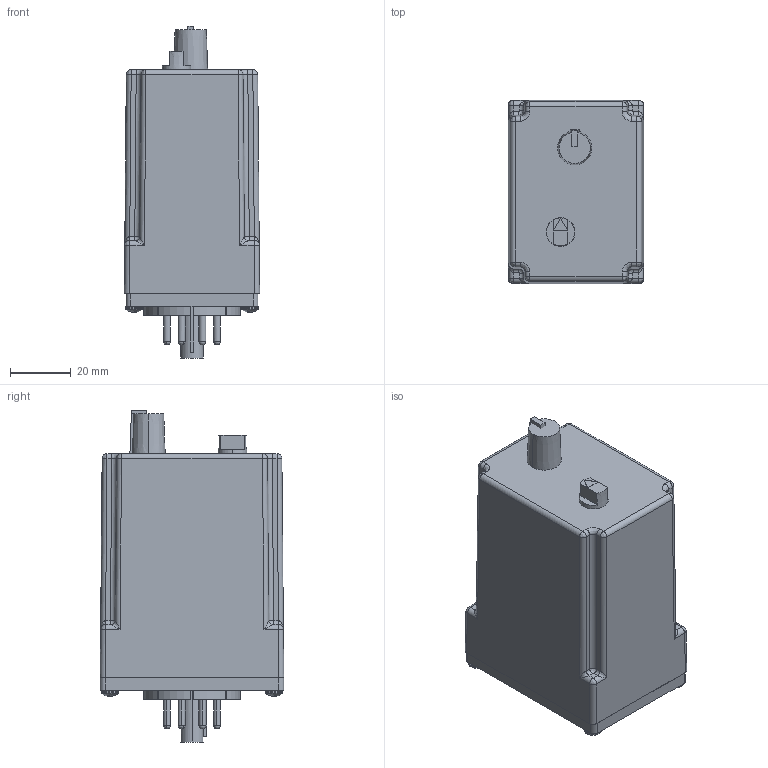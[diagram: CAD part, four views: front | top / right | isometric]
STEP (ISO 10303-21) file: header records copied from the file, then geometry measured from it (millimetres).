
FILE_DESCRIPTION (( 'STEP AP203' ), '1' );
FILE_NAME ('TRS-TD-D-24AD.step', '2021-04-19T20:06:08', ( '' ), ( '' ), 'SwSTEP 2.0', 'SolidWorks 2021', '' );
FILE_SCHEMA (( 'CONFIG_CONTROL_DESIGN' ));
Length unit declared in the file: inch
Products named in the file (1): TRS-TD-D-24AD
Bounding box: 44.45 x 60.33 x 109.09 mm (x, y, z)
Volume: 202051.5 mm3; surface area: 29671.7 mm2
Topology: 17 solids, 17 shells, 554 faces, 1443 edges, 900 vertices
Faces by surface type: plane 232, cylinder 164, bspline 122, cone 28, sphere 8
Entity records: 21843 total; most frequent: CARTESIAN_POINT 9376, ORIENTED_EDGE 2790, DIRECTION 2262, EDGE_CURVE 1395, VERTEX_POINT 900, AXIS2_PLACEMENT_3D 790, VECTOR 682, LINE 682
